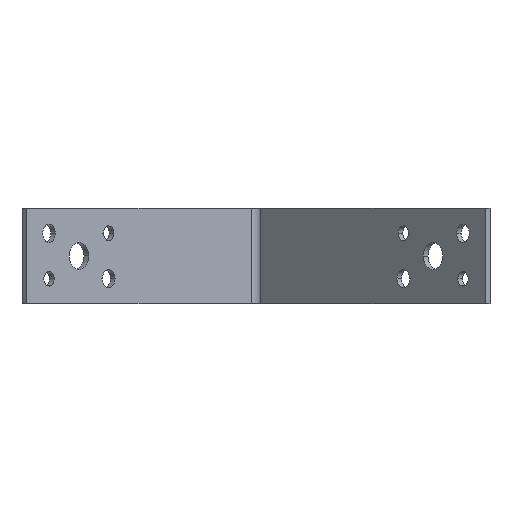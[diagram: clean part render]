
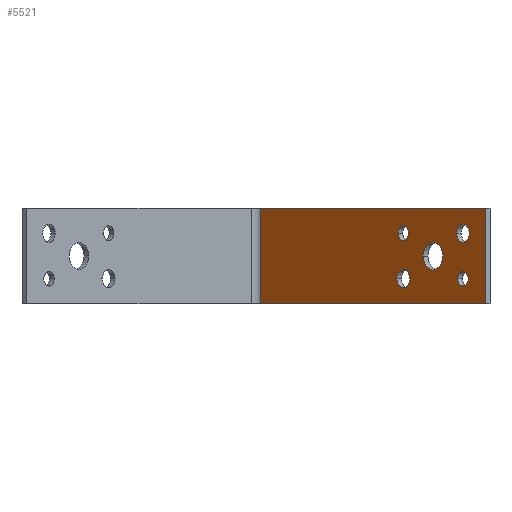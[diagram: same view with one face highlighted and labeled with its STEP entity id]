
A CAD part, front view. The second image highlights one B-rep face of the part: STEP entity #5521.
In plain terms, the highlighted face is planar.
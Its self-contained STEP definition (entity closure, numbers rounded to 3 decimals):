
#39 = EDGE_CURVE ( 'NONE', #143, #3687, #2179, .T. ) ;
#50 = DIRECTION ( 'NONE',  ( 0., -1., 0. ) ) ;
#77 = DIRECTION ( 'NONE',  ( 0., 0., 1. ) ) ;
#96 = CIRCLE ( 'NONE', #5088, 4.25 ) ;
#107 = CARTESIAN_POINT ( 'NONE',  ( 7.75, 92.2, 2. ) ) ;
#143 = VERTEX_POINT ( 'NONE', #3502 ) ;
#231 = CARTESIAN_POINT ( 'NONE',  ( 7.75, 68.45, 2. ) ) ;
#249 = ORIENTED_EDGE ( 'NONE', *, *, #905, .T. ) ;
#274 = DIRECTION ( 'NONE',  ( 0., -1., 0. ) ) ;
#285 = AXIS2_PLACEMENT_3D ( 'NONE', #2679, #1332, #5313 ) ;
#328 = VERTEX_POINT ( 'NONE', #2632 ) ;
#346 = DIRECTION ( 'NONE',  ( 0., -1., 0. ) ) ;
#348 = CIRCLE ( 'NONE', #1984, 2.75 ) ;
#411 = DIRECTION ( 'NONE',  ( -1., 0., 0. ) ) ;
#412 = AXIS2_PLACEMENT_3D ( 'NONE', #4398, #4429, #534 ) ;
#413 = EDGE_CURVE ( 'NONE', #4174, #1400, #5168, .T. ) ;
#482 = VECTOR ( 'NONE', #3095, 1000. ) ;
#534 = DIRECTION ( 'NONE',  ( 0., -1., 0. ) ) ;
#641 = EDGE_CURVE ( 'NONE', #4227, #2429, #3810, .T. ) ;
#669 = EDGE_CURVE ( 'NONE', #5262, #996, #1349, .T. ) ;
#683 = AXIS2_PLACEMENT_3D ( 'NONE', #4985, #2892, #4165 ) ;
#724 = AXIS2_PLACEMENT_3D ( 'NONE', #2006, #2896, #5070 ) ;
#808 = CARTESIAN_POINT ( 'NONE',  ( 14.75, 79.2, 2. ) ) ;
#837 = EDGE_CURVE ( 'NONE', #3219, #328, #5126, .T. ) ;
#861 = ORIENTED_EDGE ( 'NONE', *, *, #413, .F. ) ;
#905 = EDGE_CURVE ( 'NONE', #1105, #3473, #4955, .T. ) ;
#913 = DIRECTION ( 'NONE',  ( 0., 1., 0. ) ) ;
#996 = VERTEX_POINT ( 'NONE', #4843 ) ;
#1065 = CARTESIAN_POINT ( 'NONE',  ( 29.5, 102., 2. ) ) ;
#1079 = ORIENTED_EDGE ( 'NONE', *, *, #669, .F. ) ;
#1105 = VERTEX_POINT ( 'NONE', #1703 ) ;
#1237 = EDGE_CURVE ( 'NONE', #328, #3473, #5340, .T. ) ;
#1238 = CARTESIAN_POINT ( 'NONE',  ( 29.5, 0., 2. ) ) ;
#1306 = EDGE_LOOP ( 'NONE', ( #4333, #1079 ) ) ;
#1314 = CARTESIAN_POINT ( 'NONE',  ( 0., 102., 2. ) ) ;
#1332 = DIRECTION ( 'NONE',  ( 0., 0., 1. ) ) ;
#1349 = CIRCLE ( 'NONE', #724, 2.25 ) ;
#1373 = ORIENTED_EDGE ( 'NONE', *, *, #39, .F. ) ;
#1400 = VERTEX_POINT ( 'NONE', #4527 ) ;
#1415 = FACE_BOUND ( 'NONE', #2561, .T. ) ;
#1456 = CIRCLE ( 'NONE', #3550, 2.25 ) ;
#1535 = VECTOR ( 'NONE', #4025, 1000. ) ;
#1551 = ORIENTED_EDGE ( 'NONE', *, *, #3461, .F. ) ;
#1565 = AXIS2_PLACEMENT_3D ( 'NONE', #5161, #1660, #50 ) ;
#1604 = EDGE_CURVE ( 'NONE', #996, #5262, #4140, .T. ) ;
#1660 = DIRECTION ( 'NONE',  ( 0., 0., 1. ) ) ;
#1703 = CARTESIAN_POINT ( 'NONE',  ( 29.5, 102., 2. ) ) ;
#1835 = CIRCLE ( 'NONE', #1565, 2.25 ) ;
#1846 = EDGE_LOOP ( 'NONE', ( #5097, #4820 ) ) ;
#1847 = FACE_BOUND ( 'NONE', #1306, .T. ) ;
#1860 = DIRECTION ( 'NONE',  ( 0., -1., 0. ) ) ;
#1897 = ORIENTED_EDGE ( 'NONE', *, *, #837, .F. ) ;
#1905 = CARTESIAN_POINT ( 'NONE',  ( 0., 0., 2. ) ) ;
#1908 = AXIS2_PLACEMENT_3D ( 'NONE', #3573, #4031, #1860 ) ;
#1984 = AXIS2_PLACEMENT_3D ( 'NONE', #107, #77, #3662 ) ;
#2006 = CARTESIAN_POINT ( 'NONE',  ( 7.75, 66.2, 2. ) ) ;
#2028 = CARTESIAN_POINT ( 'NONE',  ( 14.75, 83.45, 2. ) ) ;
#2036 = EDGE_CURVE ( 'NONE', #2429, #4227, #4670, .T. ) ;
#2179 = CIRCLE ( 'NONE', #2543, 4.25 ) ;
#2328 = DIRECTION ( 'NONE',  ( 0., -1., 0. ) ) ;
#2429 = VERTEX_POINT ( 'NONE', #2902 ) ;
#2535 = VECTOR ( 'NONE', #913, 1000. ) ;
#2543 = AXIS2_PLACEMENT_3D ( 'NONE', #3789, #2586, #346 ) ;
#2561 = EDGE_LOOP ( 'NONE', ( #861, #5610 ) ) ;
#2586 = DIRECTION ( 'NONE',  ( 0., 0., 1. ) ) ;
#2632 = CARTESIAN_POINT ( 'NONE',  ( 0., 4., 2. ) ) ;
#2664 = CARTESIAN_POINT ( 'NONE',  ( 29.5, 4., 2. ) ) ;
#2679 = CARTESIAN_POINT ( 'NONE',  ( 29.5, 0., 2. ) ) ;
#2707 = FACE_BOUND ( 'NONE', #3127, .T. ) ;
#2892 = DIRECTION ( 'NONE',  ( 0., 0., 1. ) ) ;
#2896 = DIRECTION ( 'NONE',  ( 0., 0., 1. ) ) ;
#2902 = CARTESIAN_POINT ( 'NONE',  ( 21.75, 63.45, 2. ) ) ;
#2999 = EDGE_CURVE ( 'NONE', #5124, #3071, #1835, .T. ) ;
#3049 = EDGE_CURVE ( 'NONE', #3219, #1105, #5135, .T. ) ;
#3071 = VERTEX_POINT ( 'NONE', #4281 ) ;
#3091 = EDGE_CURVE ( 'NONE', #1400, #4174, #348, .T. ) ;
#3095 = DIRECTION ( 'NONE',  ( 0., 1., 0. ) ) ;
#3127 = EDGE_LOOP ( 'NONE', ( #4002, #5175 ) ) ;
#3138 = EDGE_LOOP ( 'NONE', ( #5445, #1897, #5230, #249 ) ) ;
#3162 = PLANE ( 'NONE',  #285 ) ;
#3219 = VERTEX_POINT ( 'NONE', #2664 ) ;
#3294 = DIRECTION ( 'NONE',  ( 0., 0., 1. ) ) ;
#3317 = CARTESIAN_POINT ( 'NONE',  ( 21.75, 66.2, 2. ) ) ;
#3461 = EDGE_CURVE ( 'NONE', #3687, #143, #96, .T. ) ;
#3473 = VERTEX_POINT ( 'NONE', #1314 ) ;
#3502 = CARTESIAN_POINT ( 'NONE',  ( 14.75, 74.95, 2. ) ) ;
#3550 = AXIS2_PLACEMENT_3D ( 'NONE', #3756, #4103, #2328 ) ;
#3573 = CARTESIAN_POINT ( 'NONE',  ( 7.75, 92.2, 2. ) ) ;
#3662 = DIRECTION ( 'NONE',  ( 0., -1., 0. ) ) ;
#3687 = VERTEX_POINT ( 'NONE', #2028 ) ;
#3756 = CARTESIAN_POINT ( 'NONE',  ( 21.75, 92.2, 2. ) ) ;
#3789 = CARTESIAN_POINT ( 'NONE',  ( 14.75, 79.2, 2. ) ) ;
#3810 = CIRCLE ( 'NONE', #4450, 2.75 ) ;
#3902 = FACE_OUTER_BOUND ( 'NONE', #3138, .T. ) ;
#3998 = VECTOR ( 'NONE', #411, 1000. ) ;
#4002 = ORIENTED_EDGE ( 'NONE', *, *, #2036, .F. ) ;
#4025 = DIRECTION ( 'NONE',  ( -1., 0., 0. ) ) ;
#4031 = DIRECTION ( 'NONE',  ( 0., 0., 1. ) ) ;
#4103 = DIRECTION ( 'NONE',  ( 0., 0., 1. ) ) ;
#4140 = CIRCLE ( 'NONE', #412, 2.25 ) ;
#4165 = DIRECTION ( 'NONE',  ( 0., -1., 0. ) ) ;
#4174 = VERTEX_POINT ( 'NONE', #4434 ) ;
#4227 = VERTEX_POINT ( 'NONE', #4373 ) ;
#4281 = CARTESIAN_POINT ( 'NONE',  ( 21.75, 94.45, 2. ) ) ;
#4310 = CARTESIAN_POINT ( 'NONE',  ( 21.75, 89.95, 2. ) ) ;
#4333 = ORIENTED_EDGE ( 'NONE', *, *, #1604, .F. ) ;
#4348 = FACE_BOUND ( 'NONE', #4584, .T. ) ;
#4360 = DIRECTION ( 'NONE',  ( 0., -1., 0. ) ) ;
#4373 = CARTESIAN_POINT ( 'NONE',  ( 21.75, 68.95, 2. ) ) ;
#4398 = CARTESIAN_POINT ( 'NONE',  ( 7.75, 66.2, 2. ) ) ;
#4429 = DIRECTION ( 'NONE',  ( 0., 0., 1. ) ) ;
#4434 = CARTESIAN_POINT ( 'NONE',  ( 7.75, 89.45, 2. ) ) ;
#4450 = AXIS2_PLACEMENT_3D ( 'NONE', #3317, #3294, #274 ) ;
#4527 = CARTESIAN_POINT ( 'NONE',  ( 7.75, 94.95, 2. ) ) ;
#4584 = EDGE_LOOP ( 'NONE', ( #1373, #1551 ) ) ;
#4670 = CIRCLE ( 'NONE', #683, 2.75 ) ;
#4730 = CARTESIAN_POINT ( 'NONE',  ( 29.5, 4., 2. ) ) ;
#4780 = FACE_BOUND ( 'NONE', #1846, .T. ) ;
#4820 = ORIENTED_EDGE ( 'NONE', *, *, #5052, .F. ) ;
#4843 = CARTESIAN_POINT ( 'NONE',  ( 7.75, 63.95, 2. ) ) ;
#4955 = LINE ( 'NONE', #1065, #1535 ) ;
#4985 = CARTESIAN_POINT ( 'NONE',  ( 21.75, 66.2, 2. ) ) ;
#5052 = EDGE_CURVE ( 'NONE', #3071, #5124, #1456, .T. ) ;
#5070 = DIRECTION ( 'NONE',  ( 0., -1., 0. ) ) ;
#5088 = AXIS2_PLACEMENT_3D ( 'NONE', #808, #5552, #4360 ) ;
#5097 = ORIENTED_EDGE ( 'NONE', *, *, #2999, .F. ) ;
#5124 = VERTEX_POINT ( 'NONE', #4310 ) ;
#5126 = LINE ( 'NONE', #4730, #3998 ) ;
#5135 = LINE ( 'NONE', #1238, #482 ) ;
#5161 = CARTESIAN_POINT ( 'NONE',  ( 21.75, 92.2, 2. ) ) ;
#5168 = CIRCLE ( 'NONE', #1908, 2.75 ) ;
#5175 = ORIENTED_EDGE ( 'NONE', *, *, #641, .F. ) ;
#5230 = ORIENTED_EDGE ( 'NONE', *, *, #3049, .T. ) ;
#5262 = VERTEX_POINT ( 'NONE', #231 ) ;
#5313 = DIRECTION ( 'NONE',  ( 1., 0., 0. ) ) ;
#5340 = LINE ( 'NONE', #1905, #2535 ) ;
#5445 = ORIENTED_EDGE ( 'NONE', *, *, #1237, .F. ) ;
#5521 = ADVANCED_FACE ( 'NONE', ( #4780, #2707, #1415, #4348, #1847, #3902 ), #3162, .T. ) ;
#5552 = DIRECTION ( 'NONE',  ( 0., 0., 1. ) ) ;
#5610 = ORIENTED_EDGE ( 'NONE', *, *, #3091, .F. ) ;
